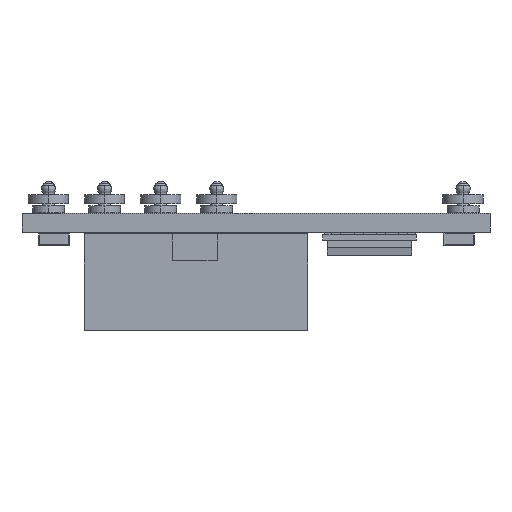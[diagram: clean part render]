
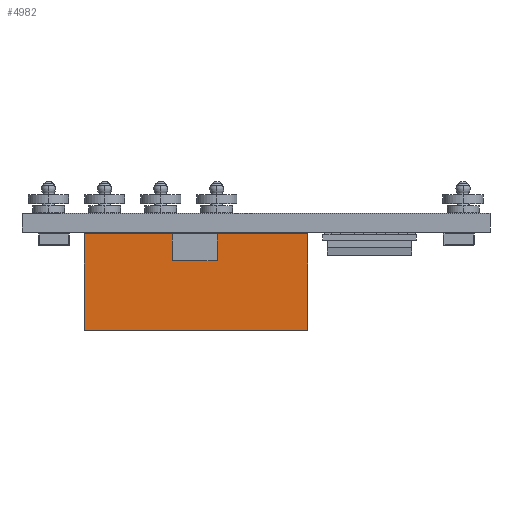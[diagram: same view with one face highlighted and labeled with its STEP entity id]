
A CAD part, front view. The second image highlights one B-rep face of the part: STEP entity #4982.
In plain terms, the highlighted face is planar.
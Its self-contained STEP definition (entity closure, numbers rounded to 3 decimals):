
#4943=CARTESIAN_POINT('',(-12.45,0.25,-0.108));
#4944=DIRECTION('',(0.0,1.0,0.0));
#4945=DIRECTION('',(0.0,0.0,1.0));
#4946=AXIS2_PLACEMENT_3D('',#4943,#4944,#4945);
#4947=PLANE('',#4946);
#4948=CARTESIAN_POINT('',(-12.45,0.25,5.378));
#4949=VERTEX_POINT('',#4948);
#4950=CARTESIAN_POINT('',(0.25,0.25,5.378));
#4951=VERTEX_POINT('',#4950);
#4952=CARTESIAN_POINT('',(-12.45,0.25,5.378));
#4953=DIRECTION('',(1.0,0.0,0.0));
#4954=VECTOR('',#4953,12.7);
#4955=LINE('',#4952,#4954);
#4956=EDGE_CURVE('',#4949,#4951,#4955,.T.);
#4957=ORIENTED_EDGE('',*,*,#4956,.T.);
#4958=CARTESIAN_POINT('',(0.25,0.25,-0.108));
#4959=VERTEX_POINT('',#4958);
#4960=CARTESIAN_POINT('',(0.25,0.25,-0.108));
#4961=DIRECTION('',(0.0,0.0,1.0));
#4962=VECTOR('',#4961,5.486);
#4963=LINE('',#4960,#4962);
#4964=EDGE_CURVE('',#4959,#4951,#4963,.T.);
#4965=ORIENTED_EDGE('',*,*,#4964,.F.);
#4966=CARTESIAN_POINT('',(-12.45,0.25,-0.108));
#4967=VERTEX_POINT('',#4966);
#4968=CARTESIAN_POINT('',(-12.45,0.25,-0.108));
#4969=DIRECTION('',(1.0,0.0,0.0));
#4970=VECTOR('',#4969,12.7);
#4971=LINE('',#4968,#4970);
#4972=EDGE_CURVE('',#4967,#4959,#4971,.T.);
#4973=ORIENTED_EDGE('',*,*,#4972,.F.);
#4974=CARTESIAN_POINT('',(-12.45,0.25,-0.108));
#4975=DIRECTION('',(0.0,0.0,1.0));
#4976=VECTOR('',#4975,5.486);
#4977=LINE('',#4974,#4976);
#4978=EDGE_CURVE('',#4967,#4949,#4977,.T.);
#4979=ORIENTED_EDGE('',*,*,#4978,.T.);
#4980=EDGE_LOOP('',(#4957,#4965,#4973,#4979));
#4981=FACE_OUTER_BOUND('',#4980,.T.);
#4982=ADVANCED_FACE('',(#4981),#4947,.T.);
